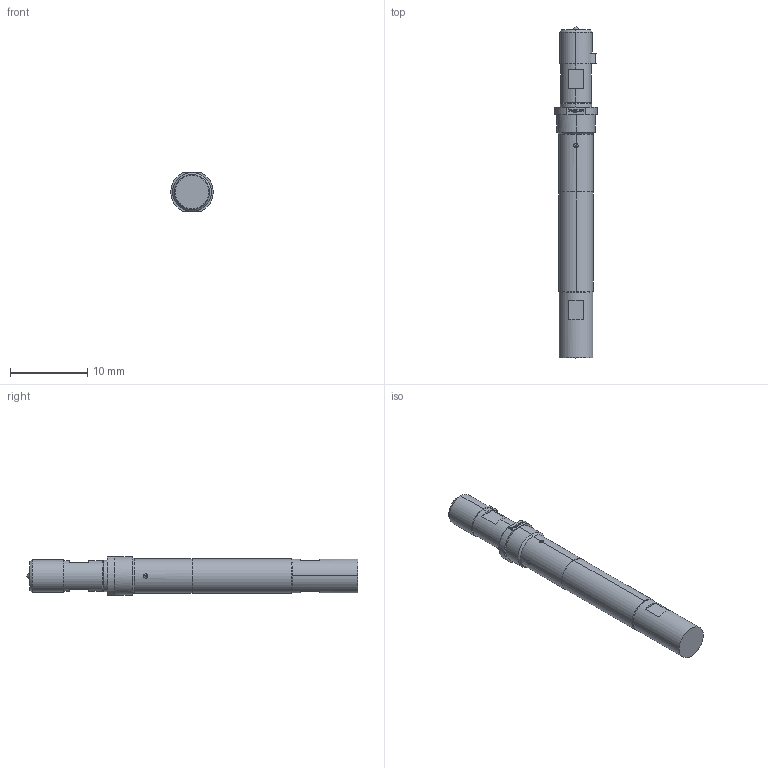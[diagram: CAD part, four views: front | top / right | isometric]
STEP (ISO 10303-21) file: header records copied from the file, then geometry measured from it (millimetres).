
FILE_DESCRIPTION (( 'STEP AP203' ), '1' );
FILE_NAME ('INGUN_HFS-8x0_308_080_A_xx42GT16-F4M.STEP', '2022-04-26T12:32:44', ( 'ochi' ), ( '' ), 'SwSTEP 2.0', 'SolidWorks 2018', '' );
FILE_SCHEMA (( 'CONFIG_CONTROL_DESIGN' ));
Length unit declared in the file: millimetre
Products named in the file (1): INGUN_HFS-8x0_308_080_A_xx42GT16-F4M
Bounding box: 5.48 x 43 x 5 mm (x, y, z)
Volume: 621.9 mm3; surface area: 685.1 mm2
Topology: 1 solids, 1 shells, 144 faces, 346 edges, 221 vertices
Faces by surface type: plane 70, bspline 30, cylinder 30, cone 14
Entity records: 5500 total; most frequent: CARTESIAN_POINT 2286, ORIENTED_EDGE 688, DIRECTION 568, EDGE_CURVE 344, VERTEX_POINT 221, AXIS2_PLACEMENT_3D 206, EDGE_LOOP 163, VECTOR 156
